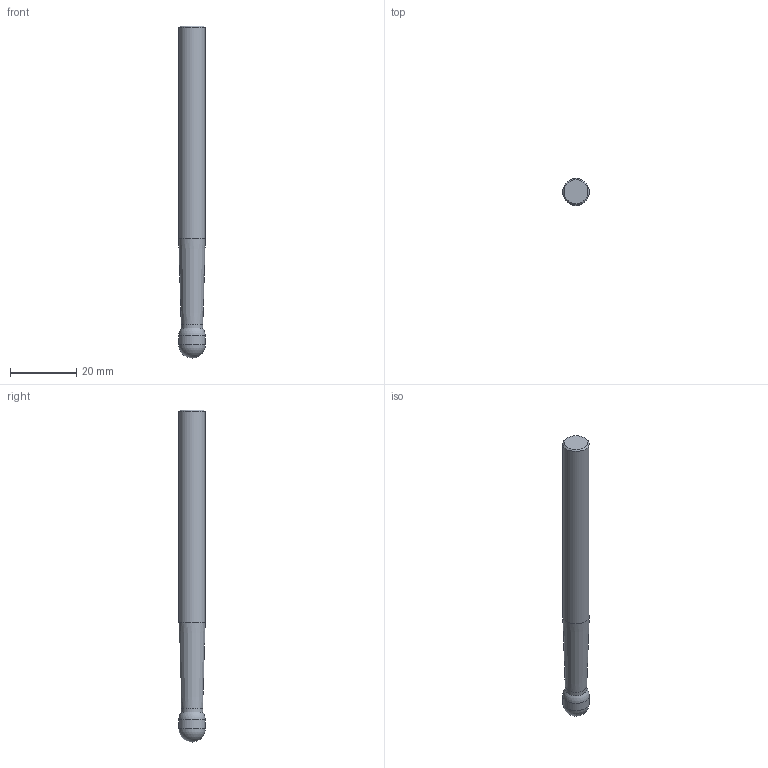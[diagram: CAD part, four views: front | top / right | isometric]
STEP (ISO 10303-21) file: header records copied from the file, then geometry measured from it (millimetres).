
FILE_DESCRIPTION(/* description */ (''),/* implementation_level */ '2;1');
FILE_NAME(/* name */ '1716891566671.stp',/* time_stamp */ '2024-05-28T12:19:32+02:00',/* author */ (''),/* organization */ ('SMS'),/* preprocessor_version */ 'ST-DEVELOPER v16.7',/* originating_system */ 'SIEMENS PLM Software NX 12.0',/* authorisation */ '');
FILE_SCHEMA (('AUTOMOTIVE_DESIGN { 1 0 10303 214 3 1 1 1 }'));
Length unit declared in the file: millimetre
Products named in the file (1): 201707195mod000_00
Bounding box: 8 x 8 x 100 mm (x, y, z)
Volume: 4695.8 mm3; surface area: 2557.6 mm2
Topology: 2 solids, 2 shells, 10 faces, 24 edges, 27 vertices
Faces by surface type: cylinder 3, plane 3, cone 2, sphere 2
Full cylindrical faces by diameter (mm): 6.5 x1, 8 x2
Entity records: 330 total; most frequent: CARTESIAN_POINT 52, DIRECTION 49, AXIS2_PLACEMENT_3D 22, EDGE_LOOP 16, ORIENTED_EDGE 16, STYLED_ITEM 15, PRESENTATION_STYLE_ASSIGNMENT 15, FACE_BOUND 12
